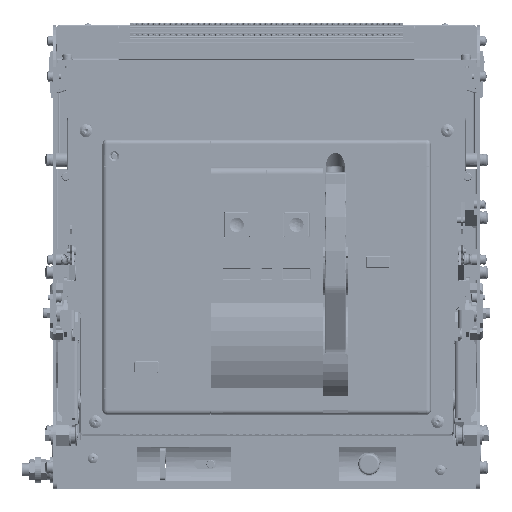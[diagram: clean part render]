
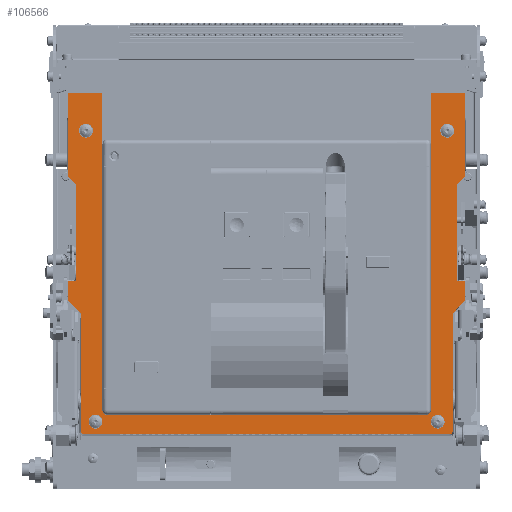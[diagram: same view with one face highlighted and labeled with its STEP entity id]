
A CAD part, top view. The second image highlights one B-rep face of the part: STEP entity #106566.
In plain terms, the highlighted planar face has unit normal (0, 0, 1).
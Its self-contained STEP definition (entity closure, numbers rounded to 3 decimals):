
#106566=ADVANCED_FACE('',(#157610,#157611,#157612,#157613,#157614),#114859,
 .F.);
#114859=PLANE('',#303826);
#130955=LINE('',#434274,#149635);
#130957=LINE('',#434279,#149637);
#130969=LINE('',#434304,#149649);
#130980=LINE('',#434328,#149660);
#131481=LINE('',#435774,#150164);
#131483=LINE('',#435777,#150166);
#131491=LINE('',#435792,#150174);
#131494=LINE('',#435798,#150177);
#131498=LINE('',#435807,#150181);
#131502=LINE('',#435816,#150185);
#131558=LINE('',#435890,#150241);
#131559=LINE('',#435892,#150242);
#131571=LINE('',#435925,#150254);
#131572=LINE('',#435927,#150255);
#131575=LINE('',#435933,#150258);
#131579=LINE('',#435942,#150262);
#131584=LINE('',#435953,#150267);
#131600=LINE('',#435984,#150283);
#131617=LINE('',#436033,#150300);
#131618=LINE('',#436034,#150301);
#131619=LINE('',#436035,#150302);
#131620=LINE('',#436036,#150303);
#149635=VECTOR('',#356116,1.);
#149637=VECTOR('',#356120,1.);
#149649=VECTOR('',#356138,1.);
#149660=VECTOR('',#356161,1.);
#150164=VECTOR('',#357401,1.);
#150166=VECTOR('',#357405,1.);
#150174=VECTOR('',#357415,1.);
#150177=VECTOR('',#357420,1.);
#150181=VECTOR('',#357426,1.);
#150185=VECTOR('',#357432,1.);
#150241=VECTOR('',#357510,1.);
#150242=VECTOR('',#357513,1.);
#150254=VECTOR('',#357543,1.);
#150255=VECTOR('',#357546,1.);
#150258=VECTOR('',#357551,1.);
#150262=VECTOR('',#357557,1.);
#150267=VECTOR('',#357564,1.);
#150283=VECTOR('',#357602,1.);
#150300=VECTOR('',#357671,1.);
#150301=VECTOR('',#357672,1.);
#150302=VECTOR('',#357673,1.);
#150303=VECTOR('',#357674,1.);
#157610=FACE_BOUND('',#170404,.T.);
#157611=FACE_BOUND('',#170405,.T.);
#157612=FACE_BOUND('',#170406,.T.);
#157613=FACE_BOUND('',#170407,.T.);
#157614=FACE_BOUND('',#170408,.T.);
#170404=EDGE_LOOP('',(#219520));
#170405=EDGE_LOOP('',(#219521));
#170406=EDGE_LOOP('',(#219522));
#170407=EDGE_LOOP('',(#219523));
#170408=EDGE_LOOP('',(#219524,#219525,#219526,#219527,#219528,#219529,#219530,
#219531,#219532,#219533,#219534,#219535,#219536,#219537,#219538,#219539,
#219540,#219541,#219542,#219543,#219544,#219545,#219546,#219547,#219548,
#219549));
#219520=ORIENTED_EDGE('',*,*,#272637,.F.);
#219521=ORIENTED_EDGE('',*,*,#272638,.F.);
#219522=ORIENTED_EDGE('',*,*,#272639,.T.);
#219523=ORIENTED_EDGE('',*,*,#272640,.T.);
#219524=ORIENTED_EDGE('',*,*,#272487,.T.);
#219525=ORIENTED_EDGE('',*,*,#271823,.T.);
#219526=ORIENTED_EDGE('',*,*,#271835,.F.);
#219527=ORIENTED_EDGE('',*,*,#272485,.T.);
#219528=ORIENTED_EDGE('',*,*,#272418,.T.);
#219529=ORIENTED_EDGE('',*,*,#272568,.T.);
#219530=ORIENTED_EDGE('',*,*,#272577,.T.);
#219531=ORIENTED_EDGE('',*,*,#272616,.F.);
#219532=ORIENTED_EDGE('',*,*,#271848,.T.);
#219533=ORIENTED_EDGE('',*,*,#271821,.T.);
#219534=ORIENTED_EDGE('',*,*,#272585,.F.);
#219535=ORIENTED_EDGE('',*,*,#272586,.T.);
#219536=ORIENTED_EDGE('',*,*,#272641,.F.);
#219537=ORIENTED_EDGE('',*,*,#272589,.T.);
#219538=ORIENTED_EDGE('',*,*,#272642,.T.);
#219539=ORIENTED_EDGE('',*,*,#272593,.T.);
#219540=ORIENTED_EDGE('',*,*,#272598,.F.);
#219541=ORIENTED_EDGE('',*,*,#271997,.T.);
#219542=ORIENTED_EDGE('',*,*,#272567,.F.);
#219543=ORIENTED_EDGE('',*,*,#272003,.T.);
#219544=ORIENTED_EDGE('',*,*,#272506,.F.);
#219545=ORIENTED_EDGE('',*,*,#272502,.F.);
#219546=ORIENTED_EDGE('',*,*,#272643,.F.);
#219547=ORIENTED_EDGE('',*,*,#272498,.F.);
#219548=ORIENTED_EDGE('',*,*,#272644,.T.);
#219549=ORIENTED_EDGE('',*,*,#272495,.F.);
#245298=VERTEX_POINT('',#434268);
#245301=VERTEX_POINT('',#434273);
#245303=VERTEX_POINT('',#434278);
#245304=VERTEX_POINT('',#434280);
#245313=VERTEX_POINT('',#434303);
#245321=VERTEX_POINT('',#434329);
#245412=VERTEX_POINT('',#434628);
#245413=VERTEX_POINT('',#434630);
#245418=VERTEX_POINT('',#434641);
#245419=VERTEX_POINT('',#434643);
#245679=VERTEX_POINT('',#435620);
#245680=VERTEX_POINT('',#435621);
#245727=VERTEX_POINT('',#435778);
#245733=VERTEX_POINT('',#435793);
#245735=VERTEX_POINT('',#435799);
#245736=VERTEX_POINT('',#435800);
#245739=VERTEX_POINT('',#435808);
#245740=VERTEX_POINT('',#435809);
#245750=VERTEX_POINT('',#435893);
#245755=VERTEX_POINT('',#435909);
#245761=VERTEX_POINT('',#435924);
#245762=VERTEX_POINT('',#435928);
#245764=VERTEX_POINT('',#435934);
#245765=VERTEX_POINT('',#435935);
#245768=VERTEX_POINT('',#435943);
#245769=VERTEX_POINT('',#435944);
#245779=VERTEX_POINT('',#436026);
#245780=VERTEX_POINT('',#436028);
#245781=VERTEX_POINT('',#436030);
#245782=VERTEX_POINT('',#436032);
#271821=EDGE_CURVE('',#245298,#245301,#130955,.T.);
#271823=EDGE_CURVE('',#245304,#245303,#130957,.T.);
#271835=EDGE_CURVE('',#245313,#245303,#130969,.T.);
#271848=EDGE_CURVE('',#245321,#245298,#130980,.T.);
#271997=EDGE_CURVE('',#245413,#245412,#284997,.T.);
#272003=EDGE_CURVE('',#245419,#245418,#285001,.T.);
#272418=EDGE_CURVE('',#245679,#245680,#285046,.T.);
#272485=EDGE_CURVE('',#245313,#245679,#131481,.T.);
#272487=EDGE_CURVE('',#245727,#245304,#131483,.T.);
#272495=EDGE_CURVE('',#245727,#245733,#131491,.T.);
#272498=EDGE_CURVE('',#245735,#245736,#131494,.T.);
#272502=EDGE_CURVE('',#245739,#245740,#131498,.T.);
#272506=EDGE_CURVE('',#245740,#245418,#131502,.T.);
#272567=EDGE_CURVE('',#245419,#245412,#131558,.T.);
#272568=EDGE_CURVE('',#245680,#245750,#131559,.T.);
#272577=EDGE_CURVE('',#245750,#245755,#285062,.T.);
#272585=EDGE_CURVE('',#245761,#245301,#131571,.T.);
#272586=EDGE_CURVE('',#245761,#245762,#131572,.T.);
#272589=EDGE_CURVE('',#245764,#245765,#131575,.T.);
#272593=EDGE_CURVE('',#245768,#245769,#131579,.T.);
#272598=EDGE_CURVE('',#245413,#245769,#131584,.T.);
#272616=EDGE_CURVE('',#245321,#245755,#131600,.T.);
#272637=EDGE_CURVE('',#245779,#245779,#285069,.T.);
#272638=EDGE_CURVE('',#245780,#245780,#285070,.T.);
#272639=EDGE_CURVE('',#245781,#245781,#285071,.T.);
#272640=EDGE_CURVE('',#245782,#245782,#285072,.T.);
#272641=EDGE_CURVE('',#245764,#245762,#131617,.T.);
#272642=EDGE_CURVE('',#245765,#245768,#131618,.T.);
#272643=EDGE_CURVE('',#245736,#245739,#131619,.T.);
#272644=EDGE_CURVE('',#245735,#245733,#131620,.T.);
#284997=CIRCLE('',#303509,3.);
#285001=CIRCLE('',#303514,3.);
#285046=CIRCLE('',#303733,4.);
#285062=CIRCLE('',#303783,4.);
#285069=CIRCLE('',#303822,6.5);
#285070=CIRCLE('',#303823,6.5);
#285071=CIRCLE('',#303824,6.5);
#285072=CIRCLE('',#303825,6.5);
#303509=AXIS2_PLACEMENT_3D('',#434629,#356476,#356477);
#303514=AXIS2_PLACEMENT_3D('',#434642,#356488,#356489);
#303733=AXIS2_PLACEMENT_3D('',#435619,#357291,#357292);
#303783=AXIS2_PLACEMENT_3D('',#435910,#357532,#357533);
#303822=AXIS2_PLACEMENT_3D('',#436025,#357663,#357664);
#303823=AXIS2_PLACEMENT_3D('',#436027,#357665,#357666);
#303824=AXIS2_PLACEMENT_3D('',#436029,#357667,#357668);
#303825=AXIS2_PLACEMENT_3D('',#436031,#357669,#357670);
#303826=AXIS2_PLACEMENT_3D('',#436037,#357675,#357676);
#356116=DIRECTION('',(-1.,0.,0.));
#356120=DIRECTION('',(-1.,0.,0.));
#356138=DIRECTION('',(0.,1.,0.));
#356161=DIRECTION('',(0.,1.,0.));
#356476=DIRECTION('',(0.,0.,1.));
#356477=DIRECTION('',(-1.,0.,0.));
#356488=DIRECTION('',(0.,0.,1.));
#356489=DIRECTION('',(-1.,0.,0.));
#357291=DIRECTION('',(0.,0.,-1.));
#357292=DIRECTION('',(-1.,0.,0.));
#357401=DIRECTION('',(0.,-1.,0.));
#357405=DIRECTION('',(0.,1.,0.));
#357415=DIRECTION('',(-0.707,-0.707,0.));
#357420=DIRECTION('',(1.,0.,0.));
#357426=DIRECTION('',(-0.692,-0.722,0.));
#357432=DIRECTION('',(0.,-1.,0.));
#357510=DIRECTION('',(-1.,0.,0.));
#357513=DIRECTION('',(-1.,0.,0.));
#357532=DIRECTION('',(0.,0.,-1.));
#357533=DIRECTION('',(-1.,0.,0.));
#357543=DIRECTION('',(0.,1.,0.));
#357546=DIRECTION('',(0.707,-0.707,0.));
#357551=DIRECTION('',(-1.,0.,0.));
#357557=DIRECTION('',(0.692,-0.722,0.));
#357564=DIRECTION('',(0.,1.,0.));
#357602=DIRECTION('',(0.,-1.,0.));
#357663=DIRECTION('',(0.,0.,1.));
#357664=DIRECTION('',(1.,0.,0.));
#357665=DIRECTION('',(0.,0.,1.));
#357666=DIRECTION('',(1.,0.,0.));
#357667=DIRECTION('',(0.,0.,-1.));
#357668=DIRECTION('',(-1.,0.,0.));
#357669=DIRECTION('',(0.,0.,-1.));
#357670=DIRECTION('',(-1.,0.,0.));
#357671=DIRECTION('',(0.,1.,0.));
#357672=DIRECTION('',(0.,-1.,0.));
#357673=DIRECTION('',(0.,-1.,0.));
#357674=DIRECTION('',(0.,1.,0.));
#357675=DIRECTION('',(0.,0.,-1.));
#357676=DIRECTION('',(-1.,0.,0.));
#434268=CARTESIAN_POINT('',(-547.,299.,-157.));
#434273=CARTESIAN_POINT('',(-579.,299.,-157.));
#434274=CARTESIAN_POINT('',(-207.,299.,-157.));
#434278=CARTESIAN_POINT('',(-239.,299.,-157.));
#434279=CARTESIAN_POINT('',(-207.,299.,-157.));
#434280=CARTESIAN_POINT('',(-207.,299.,-157.));
#434303=CARTESIAN_POINT('',(-239.,251.,-157.));
#434304=CARTESIAN_POINT('',(-239.,251.,-157.));
#434328=CARTESIAN_POINT('',(-547.,251.,-157.));
#434329=CARTESIAN_POINT('',(-547.,251.,-157.));
#434628=CARTESIAN_POINT('',(-564.5,-21.5,-157.));
#434629=CARTESIAN_POINT('',(-564.5,-18.5,-157.));
#434630=CARTESIAN_POINT('',(-567.5,-18.5,-157.));
#434641=CARTESIAN_POINT('',(-218.5,-18.5,-157.));
#434642=CARTESIAN_POINT('',(-221.5,-18.5,-157.));
#434643=CARTESIAN_POINT('',(-221.5,-21.5,-157.));
#435619=CARTESIAN_POINT('',(-243.,1.,-157.));
#435620=CARTESIAN_POINT('',(-239.,1.,-157.));
#435621=CARTESIAN_POINT('',(-243.,-3.,-157.));
#435774=CARTESIAN_POINT('',(-239.,255.,-157.));
#435777=CARTESIAN_POINT('',(-207.,220.5,-157.));
#435778=CARTESIAN_POINT('',(-207.,220.5,-157.));
#435792=CARTESIAN_POINT('',(-207.,220.5,-157.));
#435793=CARTESIAN_POINT('',(-214.5,213.,-157.));
#435798=CARTESIAN_POINT('',(-212.,122.5,-157.));
#435799=CARTESIAN_POINT('',(-214.5,122.5,-157.));
#435800=CARTESIAN_POINT('',(-207.,122.5,-157.));
#435807=CARTESIAN_POINT('',(-207.722,103.192,-157.));
#435808=CARTESIAN_POINT('',(-207.,103.945,-157.));
#435809=CARTESIAN_POINT('',(-218.5,91.945,-157.));
#435816=CARTESIAN_POINT('',(-218.5,90.5,-157.));
#435890=CARTESIAN_POINT('',(-105.5,-21.5,-157.));
#435892=CARTESIAN_POINT('',(-126.,-3.,-157.));
#435893=CARTESIAN_POINT('',(-543.,-3.,-157.));
#435909=CARTESIAN_POINT('',(-547.,1.,-157.));
#435910=CARTESIAN_POINT('',(-543.,1.,-157.));
#435924=CARTESIAN_POINT('',(-579.,220.5,-157.));
#435925=CARTESIAN_POINT('',(-579.,220.5,-157.));
#435927=CARTESIAN_POINT('',(-579.,220.5,-157.));
#435928=CARTESIAN_POINT('',(-571.5,213.,-157.));
#435933=CARTESIAN_POINT('',(-574.,122.5,-157.));
#435934=CARTESIAN_POINT('',(-571.5,122.5,-157.));
#435935=CARTESIAN_POINT('',(-579.,122.5,-157.));
#435942=CARTESIAN_POINT('',(-578.278,103.192,-157.));
#435943=CARTESIAN_POINT('',(-579.,103.945,-157.));
#435944=CARTESIAN_POINT('',(-567.5,91.945,-157.));
#435953=CARTESIAN_POINT('',(-567.5,-21.5,-157.));
#435984=CARTESIAN_POINT('',(-547.,255.,-157.));
#436025=CARTESIAN_POINT('',(-562.5,263.5,-157.));
#436026=CARTESIAN_POINT('',(-556.,263.5,-157.));
#436027=CARTESIAN_POINT('',(-553.5,-9.5,-157.));
#436028=CARTESIAN_POINT('',(-547.,-9.5,-157.));
#436029=CARTESIAN_POINT('',(-232.5,-9.5,-157.));
#436030=CARTESIAN_POINT('',(-239.,-9.5,-157.));
#436031=CARTESIAN_POINT('',(-223.5,263.5,-157.));
#436032=CARTESIAN_POINT('',(-230.,263.5,-157.));
#436033=CARTESIAN_POINT('',(-571.5,122.5,-157.));
#436034=CARTESIAN_POINT('',(-579.,122.5,-157.));
#436035=CARTESIAN_POINT('',(-207.,122.5,-157.));
#436036=CARTESIAN_POINT('',(-214.5,122.5,-157.));
#436037=CARTESIAN_POINT('',(-579.,295.,-157.));
